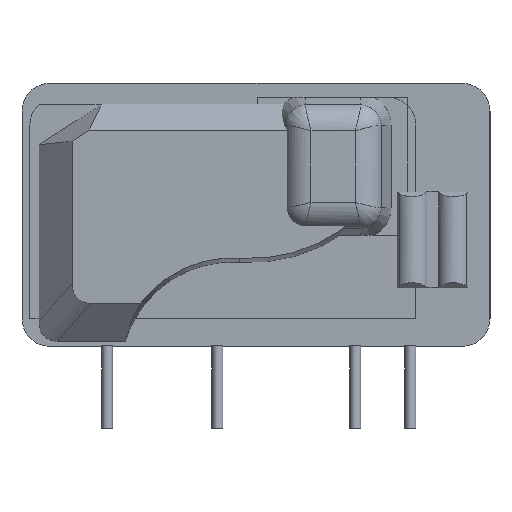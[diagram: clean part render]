
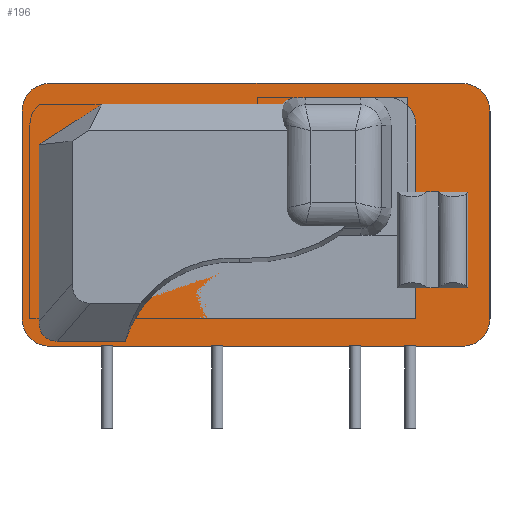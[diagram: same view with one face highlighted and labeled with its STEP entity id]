
A CAD part, front view. The second image highlights one B-rep face of the part: STEP entity #196.
In plain terms, the highlighted planar face has unit normal (0, -1, 0).
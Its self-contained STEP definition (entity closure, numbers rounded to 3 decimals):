
#70=CARTESIAN_POINT('',(32.726,0.,26.7));
#71=VERTEX_POINT('',#70);
#72=CARTESIAN_POINT('',(35.266,0.,24.16));
#73=VERTEX_POINT('',#72);
#74=CARTESIAN_POINT('',(32.726,0.,24.16));
#75=DIRECTION('',(0.,1.,0.));
#76=DIRECTION('',(0.707,0.,0.707));
#77=AXIS2_PLACEMENT_3D('',#74,#75,#76);
#78=CIRCLE('',#77,2.54);
#79=EDGE_CURVE('',#71,#73,#78,.T.);
#113=CARTESIAN_POINT('',(35.266,0.,5.041));
#114=VERTEX_POINT('',#113);
#115=CARTESIAN_POINT('',(35.266,0.,5.041));
#116=DIRECTION('',(0.0,0.0,1.0));
#117=VECTOR('',#116,19.119);
#118=LINE('',#115,#117);
#119=EDGE_CURVE('',#114,#73,#118,.T.);
#138=CARTESIAN_POINT('',(35.266,0.,2.501));
#139=DIRECTION('',(0.0,-1.0,0.0));
#140=DIRECTION('',(0.0,0.0,-1.0));
#141=AXIS2_PLACEMENT_3D('',#138,#139,#140);
#142=PLANE('',#141);
#143=ORIENTED_EDGE('',*,*,#79,.F.);
#144=CARTESIAN_POINT('',(-5.294,0.,26.7));
#145=VERTEX_POINT('',#144);
#146=CARTESIAN_POINT('',(32.726,0.,26.7));
#147=DIRECTION('',(-1.0,0.0,0.0));
#148=VECTOR('',#147,38.02);
#149=LINE('',#146,#148);
#150=EDGE_CURVE('',#71,#145,#149,.T.);
#151=ORIENTED_EDGE('',*,*,#150,.T.);
#152=CARTESIAN_POINT('',(-7.834,0.,24.16));
#153=VERTEX_POINT('',#152);
#154=CARTESIAN_POINT('',(-5.294,0.,24.16));
#155=DIRECTION('',(0.,1.0,0.));
#156=DIRECTION('',(-0.707,0.,0.707));
#157=AXIS2_PLACEMENT_3D('',#154,#155,#156);
#158=CIRCLE('',#157,2.54);
#159=EDGE_CURVE('',#153,#145,#158,.T.);
#160=ORIENTED_EDGE('',*,*,#159,.F.);
#161=CARTESIAN_POINT('',(-7.834,0.,5.041));
#162=VERTEX_POINT('',#161);
#163=CARTESIAN_POINT('',(-7.834,0.,5.041));
#164=DIRECTION('',(0.0,0.0,1.0));
#165=VECTOR('',#164,19.119);
#166=LINE('',#163,#165);
#167=EDGE_CURVE('',#162,#153,#166,.T.);
#168=ORIENTED_EDGE('',*,*,#167,.F.);
#169=CARTESIAN_POINT('',(-5.294,0.,2.501));
#170=VERTEX_POINT('',#169);
#171=CARTESIAN_POINT('',(-5.294,0.,5.041));
#172=DIRECTION('',(0.,1.0,0.));
#173=DIRECTION('',(-0.707,0.,-0.707));
#174=AXIS2_PLACEMENT_3D('',#171,#172,#173);
#175=CIRCLE('',#174,2.54);
#176=EDGE_CURVE('',#170,#162,#175,.T.);
#177=ORIENTED_EDGE('',*,*,#176,.F.);
#178=CARTESIAN_POINT('',(32.726,0.,2.501));
#179=VERTEX_POINT('',#178);
#180=CARTESIAN_POINT('',(32.726,0.,2.501));
#181=DIRECTION('',(-1.0,0.0,0.0));
#182=VECTOR('',#181,38.02);
#183=LINE('',#180,#182);
#184=EDGE_CURVE('',#179,#170,#183,.T.);
#185=ORIENTED_EDGE('',*,*,#184,.F.);
#186=CARTESIAN_POINT('',(32.726,0.,5.041));
#187=DIRECTION('',(0.,1.0,0.));
#188=DIRECTION('',(0.707,0.,-0.707));
#189=AXIS2_PLACEMENT_3D('',#186,#187,#188);
#190=CIRCLE('',#189,2.54);
#191=EDGE_CURVE('',#114,#179,#190,.T.);
#192=ORIENTED_EDGE('',*,*,#191,.F.);
#193=ORIENTED_EDGE('',*,*,#119,.T.);
#194=EDGE_LOOP('',(#143,#151,#160,#168,#177,#185,#192,#193));
#195=FACE_OUTER_BOUND('',#194,.T.);
#196=ADVANCED_FACE('',(#195),#142,.T.);
